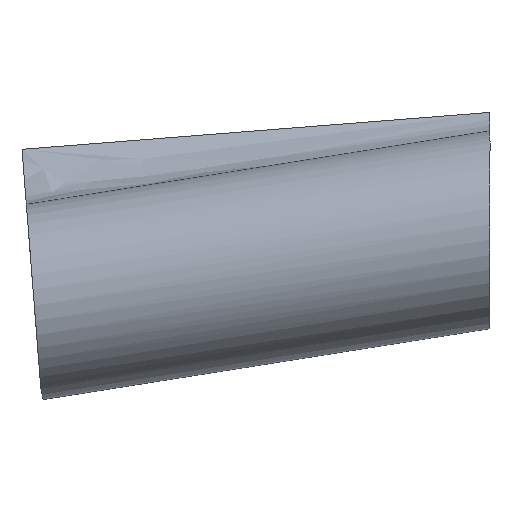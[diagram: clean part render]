
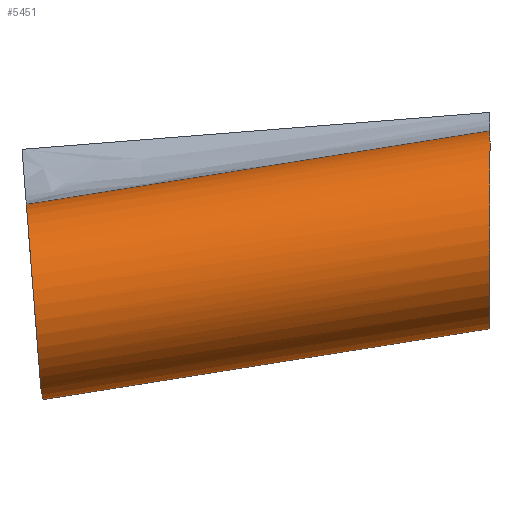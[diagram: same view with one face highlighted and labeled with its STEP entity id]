
A CAD part, top view. The second image highlights one B-rep face of the part: STEP entity #5451.
In plain terms, the highlighted cylindrical face has radius 15.6 mm (diameter 31.2 mm), a partial arc.
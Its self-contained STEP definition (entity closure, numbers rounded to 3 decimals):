
#118 = CARTESIAN_POINT ( 'NONE',  ( 46.069, 34.742, 155.829 ) ) ;
#271 = CARTESIAN_POINT ( 'NONE',  ( 118.537, 34.894, 130.373 ) ) ;
#916 = DIRECTION ( 'NONE',  ( 0.988, 0.156, 0. ) ) ;
#955 = CARTESIAN_POINT ( 'NONE',  ( 46.813, 25.294, 137.529 ) ) ;
#1088 = EDGE_CURVE ( 'NONE', #3096, #9284, #11829, .T. ) ;
#1316 = VERTEX_POINT ( 'NONE', #955 ) ;
#1319 = ORIENTED_EDGE ( 'NONE', *, *, #3954, .T. ) ;
#1815 = ORIENTED_EDGE ( 'NONE', *, *, #9879, .T. ) ;
#1890 = LINE ( 'NONE', #7370, #5121 ) ;
#1987 = DIRECTION ( 'NONE',  ( 0.988, 0.156, 0. ) ) ;
#2755 = CARTESIAN_POINT ( 'NONE',  ( 47.16, 23.589, 130.373 ) ) ;
#2937 = CARTESIAN_POINT ( 'NONE',  ( 46.813, 25.294, 137.529 ) ) ;
#3096 = VERTEX_POINT ( 'NONE', #8074 ) ;
#3675 = CARTESIAN_POINT ( 'NONE',  ( 47.16, 23.589, 132.875 ) ) ;
#3894 =( BOUNDED_CURVE ( )  B_SPLINE_CURVE ( 3, ( #4604, #12077, #3675, #7420 ),
 .UNSPECIFIED., .F., .T. ) 
 B_SPLINE_CURVE_WITH_KNOTS ( ( 4, 4 ),
 ( 5.807, 6.283 ),
 .UNSPECIFIED. ) 
 CURVE ( )  GEOMETRIC_REPRESENTATION_ITEM ( )  RATIONAL_B_SPLINE_CURVE ( ( 1., 0.981, 0.981, 1. ) ) 
 REPRESENTATION_ITEM ( '' )  );
#3954 = EDGE_CURVE ( 'NONE', #1316, #5019, #3894, .T. ) ;
#3960 = CARTESIAN_POINT ( 'NONE',  ( 2.423, 32.297, 130.373 ) ) ;
#4192 =( BOUNDED_CURVE ( )  B_SPLINE_CURVE ( 3, ( #5824, #11345, #118, #2937 ),
 .UNSPECIFIED., .F., .T. ) 
 B_SPLINE_CURVE_WITH_KNOTS ( ( 4, 4 ),
 ( 0., 2.665 ),
 .UNSPECIFIED. ) 
 CURVE ( )  GEOMETRIC_REPRESENTATION_ITEM ( )  RATIONAL_B_SPLINE_CURVE ( ( 1., 0.491, 0.491, 1. ) ) 
 REPRESENTATION_ITEM ( '' )  );
#4602 = VECTOR ( 'NONE', #5214, 1000. ) ;
#4604 = CARTESIAN_POINT ( 'NONE',  ( 46.813, 25.294, 137.529 ) ) ;
#5019 = VERTEX_POINT ( 'NONE', #2755 ) ;
#5057 = CARTESIAN_POINT ( 'NONE',  ( 118.537, 34.894, 130.373 ) ) ;
#5121 = VECTOR ( 'NONE', #916, 1000. ) ;
#5214 = DIRECTION ( 'NONE',  ( 0.988, 0.156, 0. ) ) ;
#5451 = ADVANCED_FACE ( 'Face6', ( #7583 ), #10390, .T. ) ;
#5824 = CARTESIAN_POINT ( 'NONE',  ( 44.494, 54.755, 130.373 ) ) ;
#6022 = CARTESIAN_POINT ( 'NONE',  ( 118.537, 66.483, 130.373 ) ) ;
#6222 = CARTESIAN_POINT ( 'NONE',  ( 118.537, 66.483, 130.373 ) ) ;
#6244 = CARTESIAN_POINT ( 'NONE',  ( -0.018, 47.705, 130.373 ) ) ;
#6696 =( BOUNDED_CURVE ( )  B_SPLINE_CURVE ( 3, ( #5057, #8778, #7681, #6022 ),
 .UNSPECIFIED., .F., .T. ) 
 B_SPLINE_CURVE_WITH_KNOTS ( ( 4, 4 ),
 ( 3.142, 6.283 ),
 .UNSPECIFIED. ) 
 CURVE ( )  GEOMETRIC_REPRESENTATION_ITEM ( )  RATIONAL_B_SPLINE_CURVE ( ( 1., 0.333, 0.333, 1. ) ) 
 REPRESENTATION_ITEM ( '' )  );
#7370 = CARTESIAN_POINT ( 'NONE',  ( 4.863, 16.89, 130.373 ) ) ;
#7420 = CARTESIAN_POINT ( 'NONE',  ( 47.16, 23.589, 130.373 ) ) ;
#7583 = FACE_OUTER_BOUND ( 'NONE', #11533, .T. ) ;
#7681 = CARTESIAN_POINT ( 'NONE',  ( 118.537, 66.483, 161.573 ) ) ;
#8074 = CARTESIAN_POINT ( 'NONE',  ( 44.494, 54.755, 130.373 ) ) ;
#8282 = ORIENTED_EDGE ( 'NONE', *, *, #11406, .T. ) ;
#8594 = ORIENTED_EDGE ( 'NONE', *, *, #1088, .F. ) ;
#8778 = CARTESIAN_POINT ( 'NONE',  ( 118.537, 34.894, 161.573 ) ) ;
#8859 = ORIENTED_EDGE ( 'NONE', *, *, #10936, .T. ) ;
#9284 = VERTEX_POINT ( 'NONE', #6222 ) ;
#9362 = AXIS2_PLACEMENT_3D ( 'NONE', #3960, #1987, #10515 ) ;
#9879 = EDGE_CURVE ( 'NONE', #3096, #1316, #4192, .T. ) ;
#10355 = VERTEX_POINT ( 'NONE', #271 ) ;
#10390 = CYLINDRICAL_SURFACE ( 'NONE', #9362, 15.6 ) ;
#10515 = DIRECTION ( 'NONE',  ( -0.156, 0.988, 0. ) ) ;
#10936 = EDGE_CURVE ( 'NONE', #5019, #10355, #1890, .T. ) ;
#11345 = CARTESIAN_POINT ( 'NONE',  ( 44.494, 54.755, 150.968 ) ) ;
#11406 = EDGE_CURVE ( 'NONE', #10355, #9284, #6696, .T. ) ;
#11533 = EDGE_LOOP ( 'NONE', ( #1319, #8859, #8282, #8594, #1815 ) ) ;
#11829 = LINE ( 'NONE', #6244, #4602 ) ;
#12077 = CARTESIAN_POINT ( 'NONE',  ( 47.042, 24.168, 135.306 ) ) ;
